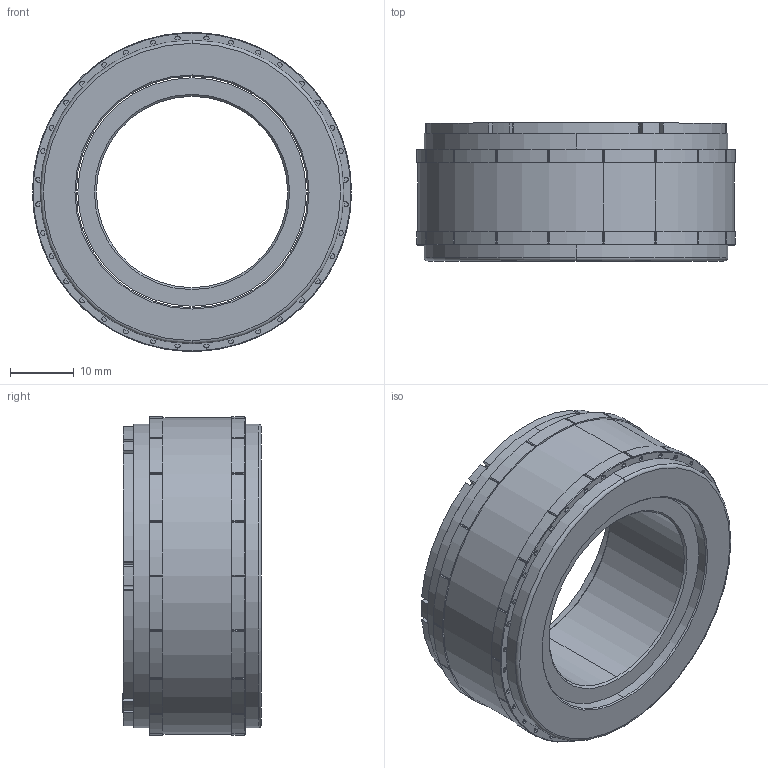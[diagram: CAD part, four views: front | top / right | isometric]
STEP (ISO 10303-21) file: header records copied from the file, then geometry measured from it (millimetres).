
FILE_DESCRIPTION((''),'2;1');
FILE_NAME('3_1_02_050_0058_SW0001','2024-08-14T11:33:28',('zhanglf'),(''),'CREO PARAMETRIC BY PTC INC, 2017110','CREO PARAMETRIC BY PTC INC, 2017110','');
FILE_SCHEMA(('CONFIG_CONTROL_DESIGN'));
Length unit declared in the file: millimetre
Products named in the file (1): 3_1_02_050_0058_SW0001
Bounding box: 50 x 21.7 x 49.92 mm (x, y, z)
Volume: 23496.3 mm3; surface area: 11844.5 mm2
Topology: 2 solids, 2 shells, 576 faces, 1464 edges, 976 vertices
Faces by surface type: cylinder 358, plane 192, cone 24, torus 2
Entity records: 18070 total; most frequent: CARTESIAN_POINT 3414, DIRECTION 3304, ORIENTED_EDGE 2928, EDGE_CURVE 1464, AXIS2_PLACEMENT_3D 1312, VERTEX_POINT 976, CIRCLE 736, VECTOR 680
